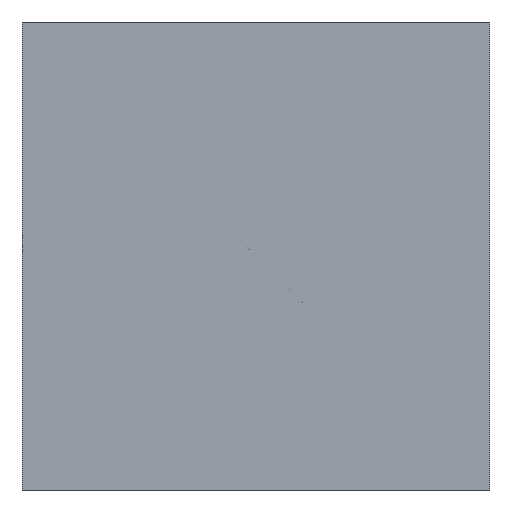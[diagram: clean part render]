
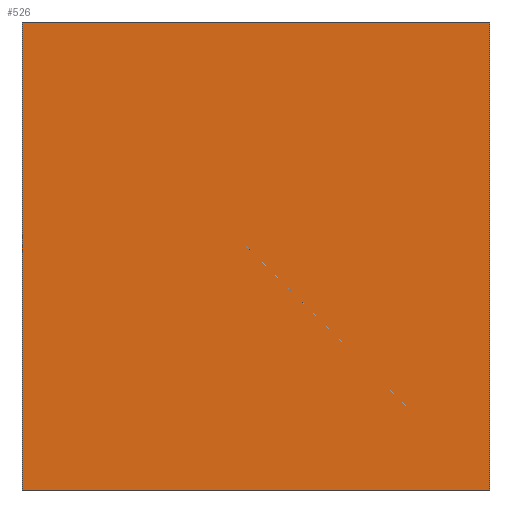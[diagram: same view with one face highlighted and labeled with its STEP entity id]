
A CAD part, front view. The second image highlights one B-rep face of the part: STEP entity #526.
In plain terms, the highlighted planar face has unit normal (0, -1, 0).
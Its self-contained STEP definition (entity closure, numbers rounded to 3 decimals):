
#58=FACE_OUTER_BOUND('',#91,.T.);
#91=EDGE_LOOP('',(#440,#441,#442,#443));
#146=LINE('',#834,#207);
#149=LINE('',#839,#210);
#151=LINE('',#843,#212);
#153=LINE('',#846,#214);
#207=VECTOR('',#680,20.);
#210=VECTOR('',#685,20.);
#212=VECTOR('',#689,20.);
#214=VECTOR('',#693,20.);
#257=VERTEX_POINT('',#832);
#258=VERTEX_POINT('',#833);
#259=VERTEX_POINT('',#838);
#260=VERTEX_POINT('',#842);
#316=EDGE_CURVE('',#257,#258,#146,.T.);
#319=EDGE_CURVE('',#259,#257,#149,.T.);
#321=EDGE_CURVE('',#260,#259,#151,.T.);
#323=EDGE_CURVE('',#258,#260,#153,.T.);
#440=ORIENTED_EDGE('',*,*,#316,.T.);
#441=ORIENTED_EDGE('',*,*,#323,.T.);
#442=ORIENTED_EDGE('',*,*,#321,.T.);
#443=ORIENTED_EDGE('',*,*,#319,.T.);
#498=PLANE('',#575);
#526=ADVANCED_FACE('',(#58),#498,.F.);
#575=AXIS2_PLACEMENT_3D('',#847,#694,#695);
#680=DIRECTION('',(1.,0.,0.));
#685=DIRECTION('',(0.,0.,-1.));
#689=DIRECTION('',(-1.,0.,0.));
#693=DIRECTION('',(0.,0.,1.));
#694=DIRECTION('center_axis',(0.,1.,0.));
#695=DIRECTION('ref_axis',(0.,0.,-1.));
#832=CARTESIAN_POINT('',(48.949,-177.99,105.));
#833=CARTESIAN_POINT('',(68.949,-177.99,105.));
#834=CARTESIAN_POINT('',(48.949,-177.99,105.));
#838=CARTESIAN_POINT('',(48.949,-177.99,125.));
#839=CARTESIAN_POINT('',(48.949,-177.99,125.));
#842=CARTESIAN_POINT('',(68.949,-177.99,125.));
#843=CARTESIAN_POINT('',(68.949,-177.99,125.));
#846=CARTESIAN_POINT('',(68.949,-177.99,105.));
#847=CARTESIAN_POINT('Origin',(114.949,-177.99,168.));
